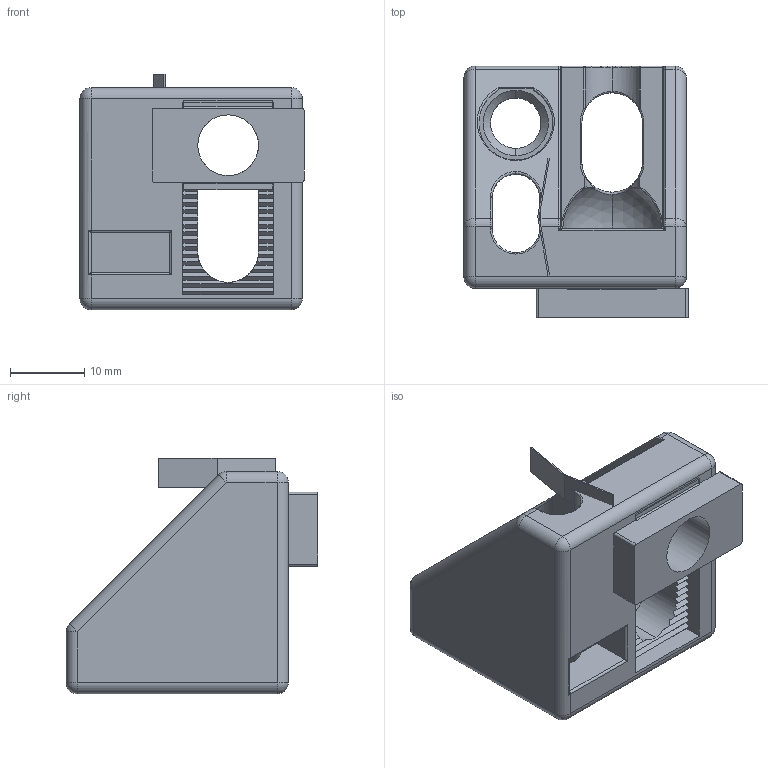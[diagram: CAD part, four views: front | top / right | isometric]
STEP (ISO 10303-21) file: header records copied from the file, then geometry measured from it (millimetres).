
FILE_DESCRIPTION (( 'STEP AP214' ), '1' );
FILE_NAME ('094z40s1040.STEP', '2014-08-27T13:23:07', ( '' ), ( '' ), 'SwSTEP 2.0', 'SolidWorks 2014', '' );
FILE_SCHEMA (( 'AUTOMOTIVE_DESIGN' ));
Length unit declared in the file: millimetre
Products named in the file (4): 094z40-01_Standard; 094z40-0817r_094 z 40-10 40; 094z40-02r_Standard; 094z40s1040
Assembly tree (3 placements, depth 2):
  094z40s1040
    094z40-02r_Standard
    094z40-0817r_094 z 40-10 40
    094z40-01_Standard
Bounding box: 30.25 x 34 x 31.79 mm (x, y, z)
Volume: 11056.9 mm3; surface area: 7668.4 mm2
Topology: 3 solids, 3 shells, 628 faces, 1781 edges, 1145 vertices
Faces by surface type: plane 496, cylinder 72, torus 20, sphere 18, bspline 18, cone 4
Entity records: 27814 total; most frequent: CARTESIAN_POINT 4981, ORIENTED_EDGE 3534, DIRECTION 2974, EDGE_CURVE 1767, LINE 1414, VECTOR 1414, VERTEX_POINT 1143, AXIS2_PLACEMENT_3D 780
